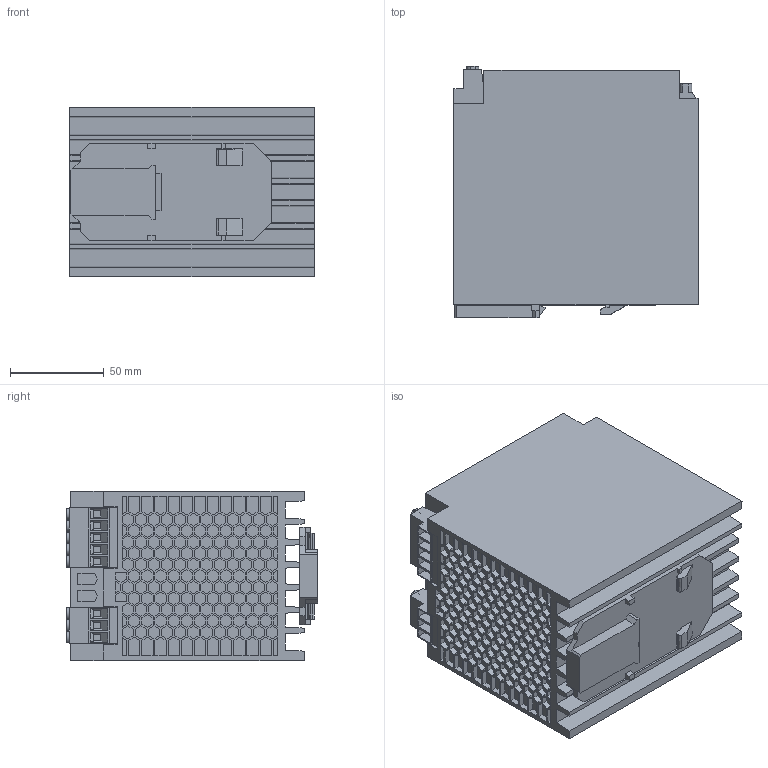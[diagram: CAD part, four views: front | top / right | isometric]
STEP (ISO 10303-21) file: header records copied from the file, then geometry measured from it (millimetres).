
FILE_DESCRIPTION(('SolidDesigner STEP Export'),'2;1');
FILE_NAME('2320898_QUINT_PS_1AC_24DC_20_CO-select.stp','2011-01-19T13:01:11',(''),(''),'CoCreate Modeling STEP processor for AP214 (Solid Model)','CoCreate Modeling 16.00A 16-Aug-2008 (C) Parametric Technology GmbH','');
FILE_SCHEMA(('AUTOMOTIVE_DESIGN { 1 0 10303 214 1 1 1 1 }'));
Products named in the file (2): 2320898_QUINT_PS_1AC_24DC_20_CO-select
Assembly tree (1 placements, depth 2):
  2320898_QUINT_PS_1AC_24DC_20_CO-select
    2320898_QUINT_PS_1AC_24DC_20_CO-select
Bounding box: 130 x 133.69 x 90 mm (x, y, z)
Volume: 1333536.7 mm3; surface area: 132175.5 mm2
Topology: 1 solids, 1 shells, 2667 faces, 6848 edges, 4556 vertices
Faces by surface type: plane 2609, cylinder 53, extrusion 5
Entity records: 80995 total; most frequent: CARTESIAN_POINT 14041, ORIENTED_EDGE 13704, DIRECTION 12106, EDGE_CURVE 6848, VECTOR 6688, LINE 6683, VERTEX_POINT 4556, EDGE_LOOP 3046
